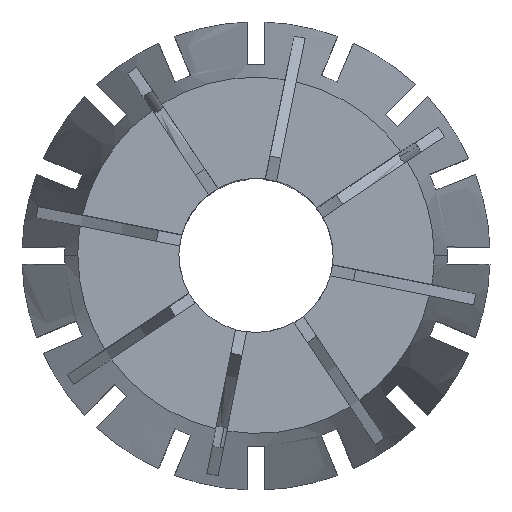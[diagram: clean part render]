
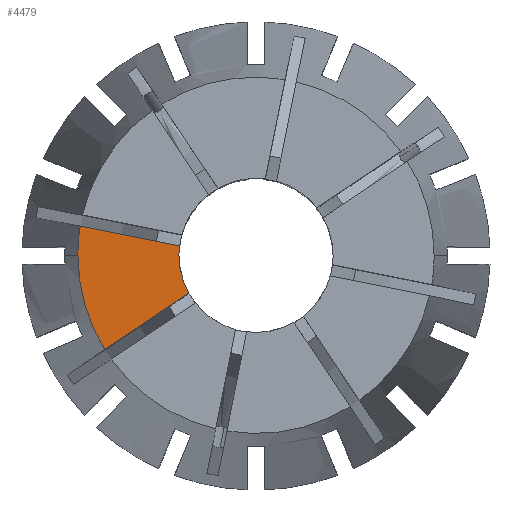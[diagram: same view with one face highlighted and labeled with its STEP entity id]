
A CAD part, top view. The second image highlights one B-rep face of the part: STEP entity #4479.
In plain terms, the highlighted planar face has unit normal (0, 0, 1).
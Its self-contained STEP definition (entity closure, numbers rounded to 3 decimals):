
#23 = DIRECTION ( 'NONE',  ( 0., 0., 1. ) ) ;
#60 = CIRCLE ( 'NONE', #2763, 6.747 ) ;
#91 = ORIENTED_EDGE ( 'NONE', *, *, #6138, .F. ) ;
#209 = DIRECTION ( 'NONE',  ( 0.831, 0.556, 0. ) ) ;
#247 = CIRCLE ( 'NONE', #2442, 15.595 ) ;
#532 = EDGE_CURVE ( 'NONE', #3337, #5403, #6519, .T. ) ;
#633 = DIRECTION ( 'NONE',  ( 1., 0., 0. ) ) ;
#773 = CARTESIAN_POINT ( 'NONE',  ( -13.238, -8.244, 0. ) ) ;
#854 = PLANE ( 'NONE',  #4993 ) ;
#999 = CIRCLE ( 'NONE', #4711, 6.747 ) ;
#1024 = EDGE_CURVE ( 'NONE', #4031, #5613, #247, .T. ) ;
#1201 = ORIENTED_EDGE ( 'NONE', *, *, #4257, .T. ) ;
#1604 = DIRECTION ( 'NONE',  ( 1., 0., 0. ) ) ;
#1971 = VERTEX_POINT ( 'NONE', #4218 ) ;
#2067 = CIRCLE ( 'NONE', #5905, 15.595 ) ;
#2202 = ORIENTED_EDGE ( 'NONE', *, *, #532, .T. ) ;
#2278 = CARTESIAN_POINT ( 'NONE',  ( -5.872, -3.322, 0. ) ) ;
#2412 = VECTOR ( 'NONE', #3701, 1000. ) ;
#2442 = AXIS2_PLACEMENT_3D ( 'NONE', #3986, #5065, #633 ) ;
#2499 = ORIENTED_EDGE ( 'NONE', *, *, #1024, .T. ) ;
#2523 = CARTESIAN_POINT ( 'NONE',  ( -15.595, 0., 0. ) ) ;
#2736 = DIRECTION ( 'NONE',  ( 0., 0., 1. ) ) ;
#2763 = AXIS2_PLACEMENT_3D ( 'NONE', #3388, #2736, #1604 ) ;
#2806 = ORIENTED_EDGE ( 'NONE', *, *, #3709, .F. ) ;
#3337 = VERTEX_POINT ( 'NONE', #773 ) ;
#3388 = CARTESIAN_POINT ( 'NONE',  ( 0., 0., 0. ) ) ;
#3484 = DIRECTION ( 'NONE',  ( -1., 0., 0. ) ) ;
#3566 = CARTESIAN_POINT ( 'NONE',  ( -0.278, 0.416, 0. ) ) ;
#3625 = EDGE_LOOP ( 'NONE', ( #2499, #1201, #2202, #91, #2806, #5912 ) ) ;
#3701 = DIRECTION ( 'NONE',  ( 0.981, -0.195, 0. ) ) ;
#3709 = EDGE_CURVE ( 'NONE', #7244, #1971, #60, .T. ) ;
#3745 = FACE_OUTER_BOUND ( 'NONE', #3625, .T. ) ;
#3768 = CARTESIAN_POINT ( 'NONE',  ( -0.098, -0.49, 0. ) ) ;
#3950 = CARTESIAN_POINT ( 'NONE',  ( 0., 0., 0. ) ) ;
#3986 = CARTESIAN_POINT ( 'NONE',  ( 0., 0., 0. ) ) ;
#4031 = VERTEX_POINT ( 'NONE', #4790 ) ;
#4111 = CARTESIAN_POINT ( 'NONE',  ( 0., 0., 0. ) ) ;
#4218 = CARTESIAN_POINT ( 'NONE',  ( -6.747, 0., 0. ) ) ;
#4242 = DIRECTION ( 'NONE',  ( 0., 0., 1. ) ) ;
#4257 = EDGE_CURVE ( 'NONE', #5613, #3337, #2067, .T. ) ;
#4479 = ADVANCED_FACE ( 'NONE', ( #3745 ), #854, .F. ) ;
#4711 = AXIS2_PLACEMENT_3D ( 'NONE', #4111, #4242, #5951 ) ;
#4755 = VECTOR ( 'NONE', #209, 1000. ) ;
#4790 = CARTESIAN_POINT ( 'NONE',  ( -15.385, 2.551, 0. ) ) ;
#4993 = AXIS2_PLACEMENT_3D ( 'NONE', #3950, #5209, #3484 ) ;
#5065 = DIRECTION ( 'NONE',  ( 0., 0., 1. ) ) ;
#5122 = DIRECTION ( 'NONE',  ( 1., 0., 0. ) ) ;
#5133 = EDGE_CURVE ( 'NONE', #4031, #7244, #5405, .T. ) ;
#5209 = DIRECTION ( 'NONE',  ( 0., 0., -1. ) ) ;
#5403 = VERTEX_POINT ( 'NONE', #2278 ) ;
#5405 = LINE ( 'NONE', #3768, #2412 ) ;
#5613 = VERTEX_POINT ( 'NONE', #2523 ) ;
#5627 = CARTESIAN_POINT ( 'NONE',  ( 0., 0., 0. ) ) ;
#5905 = AXIS2_PLACEMENT_3D ( 'NONE', #5627, #23, #5122 ) ;
#5912 = ORIENTED_EDGE ( 'NONE', *, *, #5133, .F. ) ;
#5951 = DIRECTION ( 'NONE',  ( 1., 0., 0. ) ) ;
#6138 = EDGE_CURVE ( 'NONE', #1971, #5403, #999, .T. ) ;
#6519 = LINE ( 'NONE', #3566, #4755 ) ;
#6803 = CARTESIAN_POINT ( 'NONE',  ( -6.697, 0.822, 0. ) ) ;
#7244 = VERTEX_POINT ( 'NONE', #6803 ) ;
